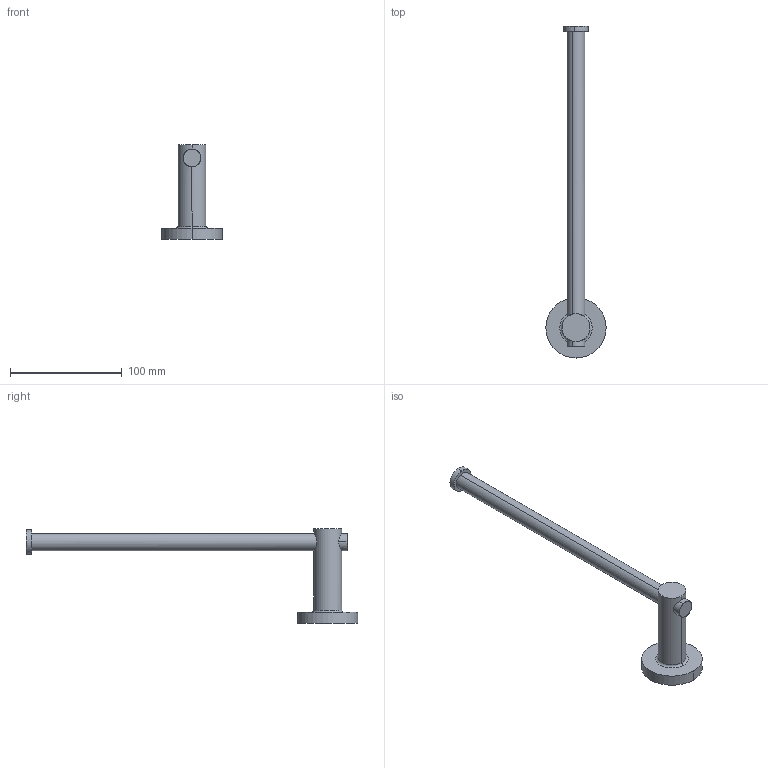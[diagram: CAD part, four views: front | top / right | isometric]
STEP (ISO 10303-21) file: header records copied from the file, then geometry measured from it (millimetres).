
FILE_DESCRIPTION (( 'STEP AP214' ), '1' );
FILE_NAME ('SUSSEX_SCALA_SDSTRH_double_spare_toilet_roll_holder_shell.STEP', '2022-11-23T04:21:20', ( '' ), ( '' ), 'SwSTEP 2.0', 'SolidWorks 2020', '' );
FILE_SCHEMA (( 'AUTOMOTIVE_DESIGN' ));
Length unit declared in the file: millimetre
Products named in the file (1): SUSSEX_SCALA_SDSTRH_double_spare_toilet_roll_holder_shell
Bounding box: 54 x 297.2 x 85 mm (x, y, z)
Volume: 225935 mm3; surface area: 54142.4 mm2
Topology: 4 solids, 4 shells, 41 faces, 88 edges, 56 vertices
Faces by surface type: cylinder 20, plane 13, cone 4, torus 4
Entity records: 2517 total; most frequent: CARTESIAN_POINT 1548, DIRECTION 200, ORIENTED_EDGE 176, EDGE_CURVE 88, AXIS2_PLACEMENT_3D 86, VERTEX_POINT 56, CIRCLE 44, EDGE_LOOP 44
